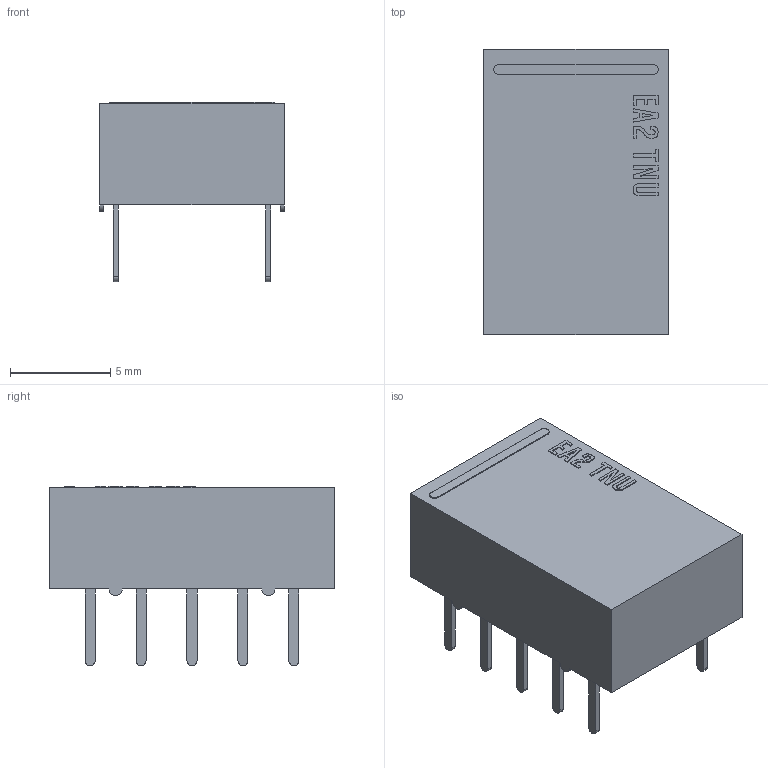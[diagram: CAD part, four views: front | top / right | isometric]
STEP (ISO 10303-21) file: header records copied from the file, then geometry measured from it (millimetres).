
FILE_DESCRIPTION(('FreeCAD Model'),'2;1');
FILE_NAME('Kemet_EA2-TNU.step','2019-07-22T18:41:16',('Author'),(''), 'Open CASCADE STEP processor 7.3','FreeCAD','Unknown');
FILE_SCHEMA(('AUTOMOTIVE_DESIGN { 1 0 10303 214 1 1 1 1 }'));
Length unit declared in the file: millimetre
Products named in the file (1): EA2-TNU
Bounding box: 9.2 x 14.2 x 8.95 mm (x, y, z)
Volume: 658.4 mm3; surface area: 567.6 mm2
Topology: 11 solids, 11 shells, 199 faces, 496 edges, 328 vertices
Faces by surface type: plane 143, extrusion 36, cylinder 20
Entity records: 7285 total; most frequent: CARTESIAN_POINT 1240, ORIENTED_EDGE 992, DIRECTION 828, EDGE_CURVE 496, VECTOR 420, LINE 384, VERTEX_POINT 328, FACE_BOUND 208
